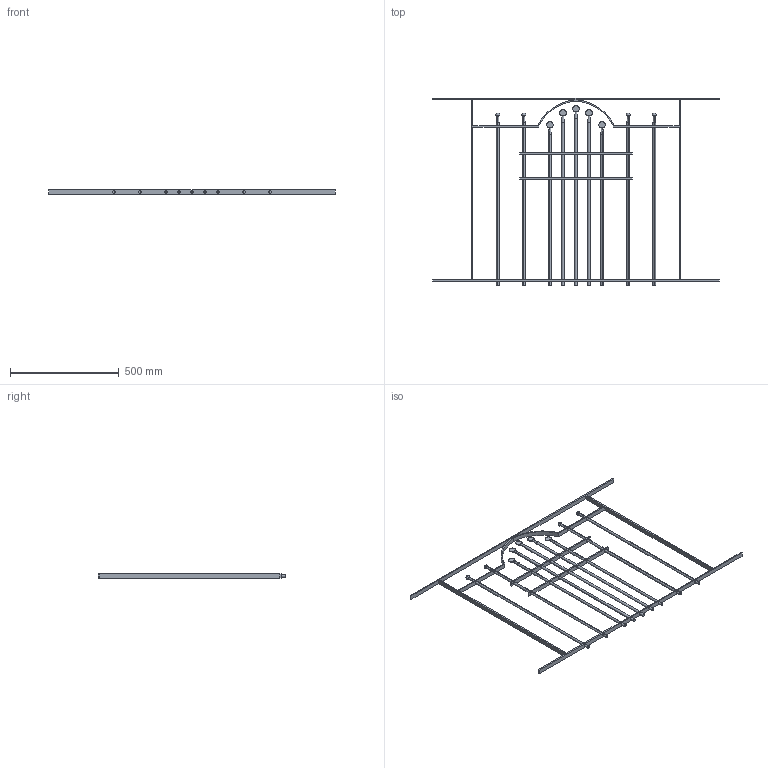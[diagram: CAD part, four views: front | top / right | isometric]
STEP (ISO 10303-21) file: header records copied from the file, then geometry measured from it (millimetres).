
FILE_DESCRIPTION (( 'STEP AP203' ), '1' );
FILE_NAME ('1654.step', '2015-09-17T14:48:13', ( '' ), ( '' ), 'SwSTEP 2.0', 'SolidWorks 2015', '' );
FILE_SCHEMA (( 'CONFIG_CONTROL_DESIGN' ));
Length unit declared in the file: millimetre
Products named in the file (1): 1654
Bounding box: 1320 x 861 x 20 mm (x, y, z)
Volume: 1535692.2 mm3; surface area: 590603.3 mm2
Topology: 1 solids, 1 shells, 190 faces, 486 edges, 312 vertices
Faces by surface type: cylinder 101, plane 55, cone 26, sphere 8
Entity records: 6458 total; most frequent: CARTESIAN_POINT 1638, DIRECTION 1022, ORIENTED_EDGE 956, EDGE_CURVE 478, AXIS2_PLACEMENT_3D 405, VERTEX_POINT 312, EDGE_LOOP 248, CIRCLE 214
